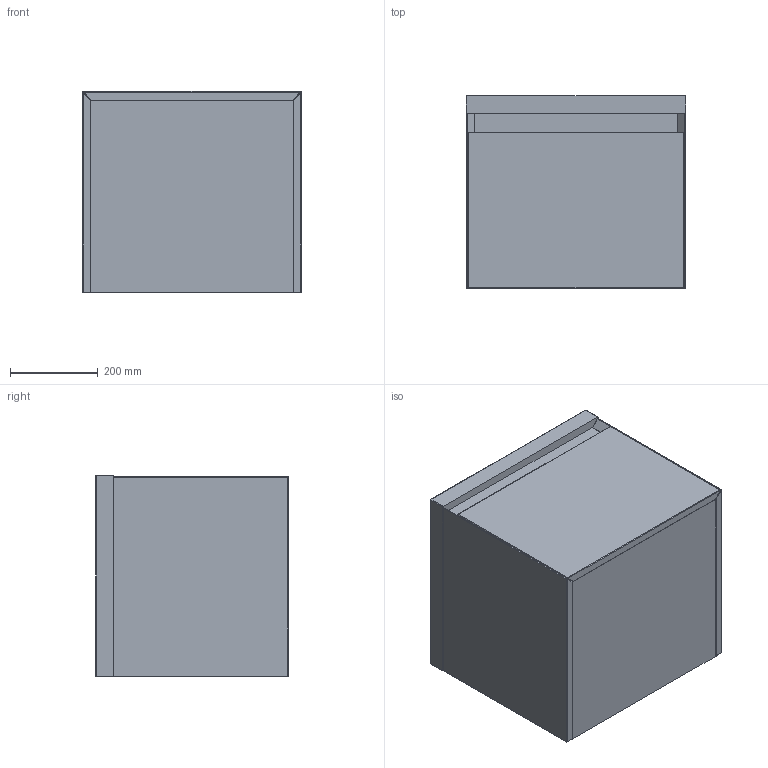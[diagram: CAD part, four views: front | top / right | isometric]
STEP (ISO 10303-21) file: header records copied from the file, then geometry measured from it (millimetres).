
FILE_DESCRIPTION (( 'STEP AP214' ), '1' );
FILE_NAME ('UN050W1.STEP', '2021-03-04T11:46:36', ( '' ), ( '' ), 'SwSTEP 2.0', 'SolidWorks 2019', '' );
FILE_SCHEMA (( 'AUTOMOTIVE_DESIGN' ));
Length unit declared in the file: millimetre
Products named in the file (4): Countertop_50MDF; Base and Sides 2020_500W1; Front 2020_B500W1; UN050W1
Assembly tree (3 placements, depth 2):
  UN050W1
    Countertop_50MDF
    Base and Sides 2020_500W1
    Front 2020_B500W1
Bounding box: 502 x 440 x 460 mm (x, y, z)
Volume: 29227726.3 mm3; surface area: 3016410.2 mm2
Topology: 11 solids, 11 shells, 125 faces, 267 edges, 144 vertices
Faces by surface type: plane 67, cylinder 38, sphere 20
Entity records: 3361 total; most frequent: DIRECTION 575, CARTESIAN_POINT 534, ORIENTED_EDGE 494, EDGE_CURVE 247, AXIS2_PLACEMENT_3D 201, LINE 173, VECTOR 173, VERTEX_POINT 144
